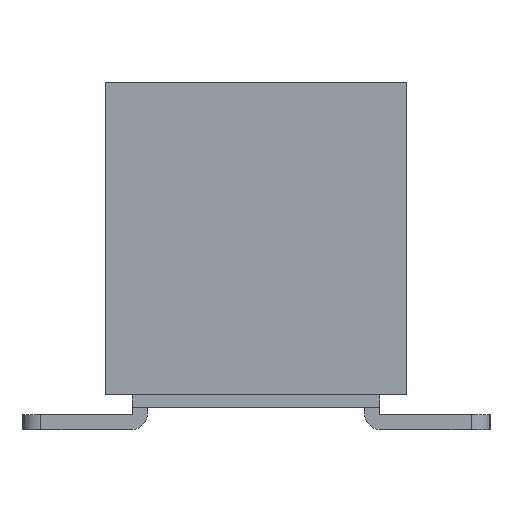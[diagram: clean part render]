
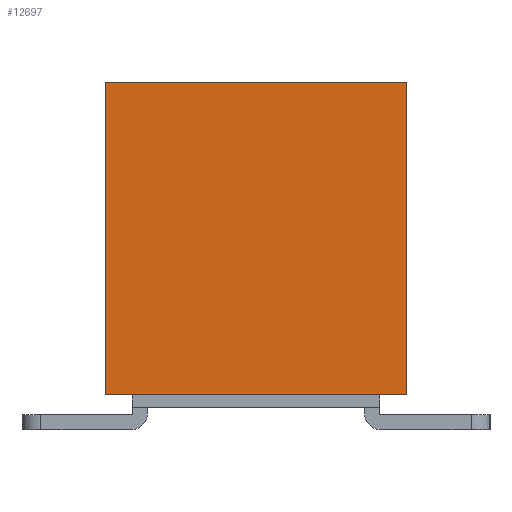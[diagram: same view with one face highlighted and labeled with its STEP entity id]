
A CAD part, left-side view. The second image highlights one B-rep face of the part: STEP entity #12697.
In plain terms, the highlighted planar face has unit normal (-1, 0, 0).
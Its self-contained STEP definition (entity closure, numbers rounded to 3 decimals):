
#1281=ORIENTED_EDGE('',*,*,#4703,.F.);
#1282=ORIENTED_EDGE('',*,*,#3996,.F.);
#1283=ORIENTED_EDGE('',*,*,#4704,.T.);
#1284=ORIENTED_EDGE('',*,*,#4086,.T.);
#3996=EDGE_CURVE('',#5790,#5788,#6902,.T.);
#4086=EDGE_CURVE('',#5881,#5879,#6992,.T.);
#4703=EDGE_CURVE('',#5788,#5879,#7609,.T.);
#4704=EDGE_CURVE('',#5790,#5881,#7610,.T.);
#5788=VERTEX_POINT('',#17570);
#5790=VERTEX_POINT('',#17574);
#5879=VERTEX_POINT('',#17754);
#5881=VERTEX_POINT('',#17757);
#6902=LINE('',#17575,#8644);
#6992=LINE('',#17756,#8734);
#7609=LINE('',#18990,#9351);
#7610=LINE('',#18991,#9352);
#8644=VECTOR('',#14154,1000.);
#8734=VECTOR('',#14246,1000.);
#9351=VECTOR('',#15213,1000.);
#9352=VECTOR('',#15214,1000.);
#10500=EDGE_LOOP('',(#1281,#1282,#1283,#1284));
#11286=FACE_BOUND('',#10500,.T.);
#12027=PLANE('',#13421);
#12697=ADVANCED_FACE('',(#11286),#12027,.T.);
#13421=AXIS2_PLACEMENT_3D('',#18989,#15211,#15212);
#14154=DIRECTION('',(0.,1.,0.));
#14246=DIRECTION('',(0.,1.,0.));
#15211=DIRECTION('',(-1.,0.,0.));
#15212=DIRECTION('',(0.,0.,1.));
#15213=DIRECTION('',(0.,0.,1.));
#15214=DIRECTION('',(0.,0.,1.));
#17570=CARTESIAN_POINT('',(-22.25,2.,-2.07));
#17574=CARTESIAN_POINT('',(-22.25,-2.,-2.07));
#17575=CARTESIAN_POINT('',(-22.25,-2.,-2.07));
#17754=CARTESIAN_POINT('',(-22.25,2.,2.07));
#17756=CARTESIAN_POINT('',(-22.25,-2.,2.07));
#17757=CARTESIAN_POINT('',(-22.25,-2.,2.07));
#18989=CARTESIAN_POINT('',(-22.25,-2.,-2.07));
#18990=CARTESIAN_POINT('',(-22.25,2.,-2.07));
#18991=CARTESIAN_POINT('',(-22.25,-2.,-2.07));
